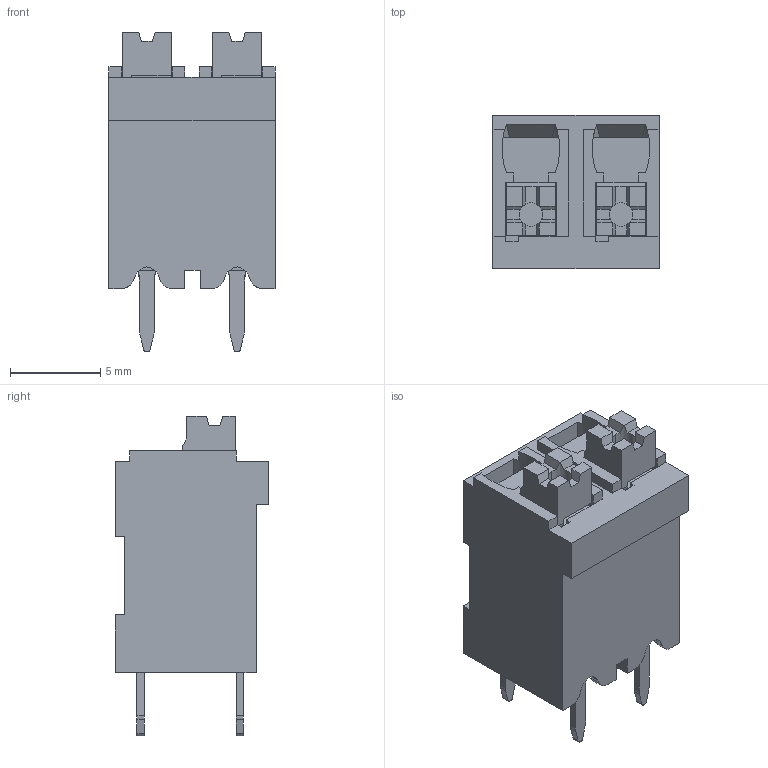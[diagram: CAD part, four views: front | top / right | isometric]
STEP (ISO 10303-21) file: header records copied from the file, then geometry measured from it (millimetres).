
FILE_DESCRIPTION(('FreeCAD Model'),'2;1');
FILE_NAME('Open CASCADE Shape Model','2022-09-02T13:50:42',( 'kicad StepUp'),('ksu MCAD'),'Open CASCADE STEP processor 7.5', 'FreeCAD','Unknown');
FILE_SCHEMA(('AUTOMOTIVE_DESIGN { 1 0 10303 214 1 1 1 1 }'));
Length unit declared in the file: millimetre
Products named in the file (1): TBLH10V_500_02
Bounding box: 9.2 x 8.5 x 17.7 mm (x, y, z)
Volume: 781.8 mm3; surface area: 916 mm2
Topology: 3 solids, 3 shells, 284 faces, 819 edges, 543 vertices
Faces by surface type: plane 232, cylinder 48, bspline 4
Entity records: 11379 total; most frequent: CARTESIAN_POINT 1887, ORIENTED_EDGE 1638, DIRECTION 1443, EDGE_CURVE 819, LINE 661, VECTOR 661, VERTEX_POINT 543, AXIS2_PLACEMENT_3D 391
